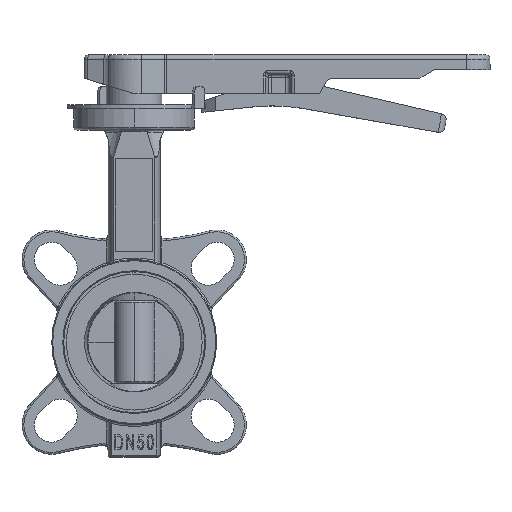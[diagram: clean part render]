
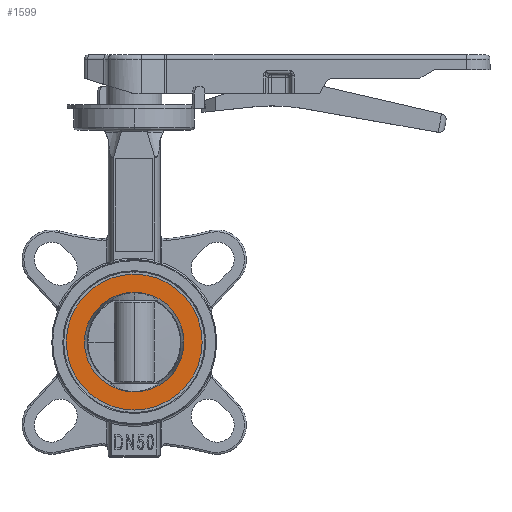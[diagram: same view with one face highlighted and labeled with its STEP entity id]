
A CAD part, top view. The second image highlights one B-rep face of the part: STEP entity #1599.
In plain terms, the highlighted planar face has unit normal (0, 0, 1).
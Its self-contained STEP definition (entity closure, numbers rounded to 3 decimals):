
#150 = EDGE_CURVE ( 'NONE', #17759, #6925, #13391, .T. ) ;
#994 = DIRECTION ( 'NONE',  ( 0., 0., 1. ) ) ;
#1599 = ADVANCED_FACE ( 'NONE', ( #12675, #12148 ), #3832, .T. ) ;
#3648 = CARTESIAN_POINT ( 'NONE',  ( -157.499, -23.11, 232.55 ) ) ;
#3832 = PLANE ( 'NONE',  #16039 ) ;
#3967 = AXIS2_PLACEMENT_3D ( 'NONE', #11591, #994, #13365 ) ;
#5413 = DIRECTION ( 'NONE',  ( 1., 0., 0. ) ) ;
#5600 = CARTESIAN_POINT ( 'NONE',  ( -157.499, -23.11, 232.55 ) ) ;
#6656 = EDGE_CURVE ( 'NONE', #12668, #19385, #11160, .T. ) ;
#6715 = EDGE_LOOP ( 'NONE', ( #19405, #7431 ) ) ;
#6925 = VERTEX_POINT ( 'NONE', #16057 ) ;
#7431 = ORIENTED_EDGE ( 'NONE', *, *, #17455, .F. ) ;
#7679 = AXIS2_PLACEMENT_3D ( 'NONE', #20720, #10160, #22535 ) ;
#8859 = CARTESIAN_POINT ( 'NONE',  ( -130.627, -23.11, 232.55 ) ) ;
#8954 = ORIENTED_EDGE ( 'NONE', *, *, #6656, .T. ) ;
#9172 = DIRECTION ( 'NONE',  ( 1., 0., 0. ) ) ;
#9795 = EDGE_CURVE ( 'NONE', #19385, #12668, #12794, .T. ) ;
#9906 = EDGE_LOOP ( 'NONE', ( #11692, #8954 ) ) ;
#10160 = DIRECTION ( 'NONE',  ( 0., 0., 1. ) ) ;
#10345 = CARTESIAN_POINT ( 'NONE',  ( -157.499, -23.11, 232.55 ) ) ;
#11160 = CIRCLE ( 'NONE', #16992, 36.65 ) ;
#11591 = CARTESIAN_POINT ( 'NONE',  ( -157.499, -23.11, 232.55 ) ) ;
#11692 = ORIENTED_EDGE ( 'NONE', *, *, #9795, .T. ) ;
#12148 = FACE_OUTER_BOUND ( 'NONE', #9906, .T. ) ;
#12150 = DIRECTION ( 'NONE',  ( 1., 0., 0. ) ) ;
#12234 = CARTESIAN_POINT ( 'NONE',  ( -120.849, -23.11, 232.55 ) ) ;
#12668 = VERTEX_POINT ( 'NONE', #17764 ) ;
#12675 = FACE_BOUND ( 'NONE', #6715, .T. ) ;
#12794 = CIRCLE ( 'NONE', #7679, 36.65 ) ;
#13365 = DIRECTION ( 'NONE',  ( 1., 0., 0. ) ) ;
#13391 = CIRCLE ( 'NONE', #18236, 26.872 ) ;
#16006 = DIRECTION ( 'NONE',  ( 0., 0., 1. ) ) ;
#16039 = AXIS2_PLACEMENT_3D ( 'NONE', #5600, #19760, #9172 ) ;
#16057 = CARTESIAN_POINT ( 'NONE',  ( -184.371, -23.11, 232.55 ) ) ;
#16992 = AXIS2_PLACEMENT_3D ( 'NONE', #10345, #22718, #12150 ) ;
#17455 = EDGE_CURVE ( 'NONE', #6925, #17759, #20819, .T. ) ;
#17759 = VERTEX_POINT ( 'NONE', #8859 ) ;
#17764 = CARTESIAN_POINT ( 'NONE',  ( -194.149, -23.11, 232.55 ) ) ;
#18236 = AXIS2_PLACEMENT_3D ( 'NONE', #3648, #16006, #5413 ) ;
#19385 = VERTEX_POINT ( 'NONE', #12234 ) ;
#19405 = ORIENTED_EDGE ( 'NONE', *, *, #150, .F. ) ;
#19760 = DIRECTION ( 'NONE',  ( 0., 0., 1. ) ) ;
#20720 = CARTESIAN_POINT ( 'NONE',  ( -157.499, -23.11, 232.55 ) ) ;
#20819 = CIRCLE ( 'NONE', #3967, 26.872 ) ;
#22535 = DIRECTION ( 'NONE',  ( 1., 0., 0. ) ) ;
#22718 = DIRECTION ( 'NONE',  ( 0., 0., 1. ) ) ;
